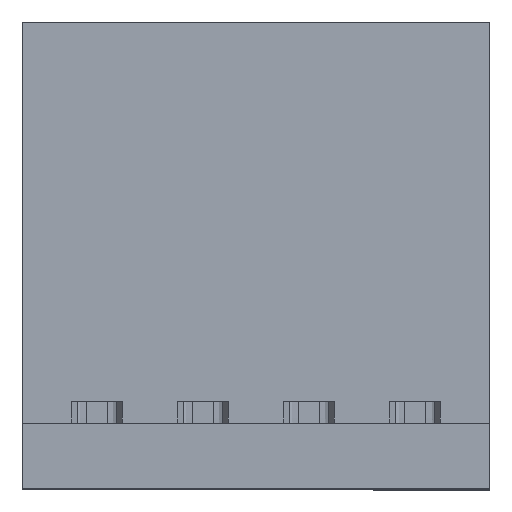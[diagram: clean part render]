
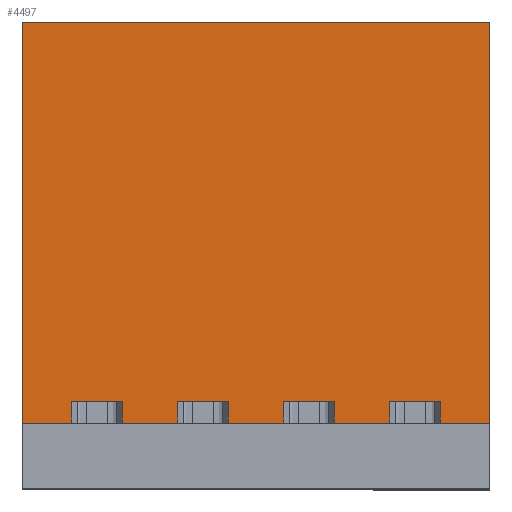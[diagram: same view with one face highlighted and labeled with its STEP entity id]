
A CAD part, top view. The second image highlights one B-rep face of the part: STEP entity #4497.
In plain terms, the highlighted planar face has unit normal (0, 0, 1).
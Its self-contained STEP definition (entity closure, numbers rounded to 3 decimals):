
#4348=AXIS2_PLACEMENT_3D('Plane Axis2P3D',#4345,#4346,#4347) ;
#2625=CARTESIAN_POINT('Vertex',(4.69,3.1,31.08)) ;
#2628=CARTESIAN_POINT('Line Origine',(4.69,3.615,31.08)) ;
#2632=CARTESIAN_POINT('Vertex',(4.69,4.13,31.08)) ;
#2686=CARTESIAN_POINT('Vertex',(2.31,3.1,31.08)) ;
#2701=CARTESIAN_POINT('Line Origine',(2.31,3.615,31.08)) ;
#2705=CARTESIAN_POINT('Vertex',(2.31,4.13,31.08)) ;
#3426=CARTESIAN_POINT('Line Origine',(3.5,4.13,31.08)) ;
#3554=CARTESIAN_POINT('Vertex',(0.,3.1,31.08)) ;
#3557=CARTESIAN_POINT('Line Origine',(0.,11.,31.08)) ;
#3561=CARTESIAN_POINT('Vertex',(0.,22.,31.08)) ;
#4308=CARTESIAN_POINT('Vertex',(22.,22.,31.08)) ;
#4311=CARTESIAN_POINT('Line Origine',(11.,22.,31.08)) ;
#4345=CARTESIAN_POINT('Axis2P3D Location',(-5.12,3.1,31.08)) ;
#4350=CARTESIAN_POINT('Line Origine',(1.155,3.1,31.08)) ;
#4355=CARTESIAN_POINT('Line Origine',(5.345,3.1,31.08)) ;
#4359=CARTESIAN_POINT('Vertex',(6.,3.1,31.08)) ;
#4362=CARTESIAN_POINT('Line Origine',(6.655,3.1,31.08)) ;
#4366=CARTESIAN_POINT('Vertex',(7.31,3.1,31.08)) ;
#4369=CARTESIAN_POINT('Line Origine',(7.31,3.615,31.08)) ;
#4373=CARTESIAN_POINT('Vertex',(7.31,4.13,31.08)) ;
#4376=CARTESIAN_POINT('Line Origine',(8.5,4.13,31.08)) ;
#4380=CARTESIAN_POINT('Vertex',(9.69,4.13,31.08)) ;
#4383=CARTESIAN_POINT('Line Origine',(9.69,3.615,31.08)) ;
#4387=CARTESIAN_POINT('Vertex',(9.69,3.1,31.08)) ;
#4390=CARTESIAN_POINT('Line Origine',(10.345,3.1,31.08)) ;
#4394=CARTESIAN_POINT('Vertex',(11.,3.1,31.08)) ;
#4397=CARTESIAN_POINT('Line Origine',(11.655,3.1,31.08)) ;
#4401=CARTESIAN_POINT('Vertex',(12.31,3.1,31.08)) ;
#4404=CARTESIAN_POINT('Line Origine',(12.31,3.615,31.08)) ;
#4408=CARTESIAN_POINT('Vertex',(12.31,4.13,31.08)) ;
#4411=CARTESIAN_POINT('Line Origine',(13.5,4.13,31.08)) ;
#4415=CARTESIAN_POINT('Vertex',(14.69,4.13,31.08)) ;
#4418=CARTESIAN_POINT('Line Origine',(14.69,3.615,31.08)) ;
#4422=CARTESIAN_POINT('Vertex',(14.69,3.1,31.08)) ;
#4425=CARTESIAN_POINT('Line Origine',(15.345,3.1,31.08)) ;
#4429=CARTESIAN_POINT('Vertex',(16.,3.1,31.08)) ;
#4432=CARTESIAN_POINT('Line Origine',(16.655,3.1,31.08)) ;
#4436=CARTESIAN_POINT('Vertex',(17.31,3.1,31.08)) ;
#4439=CARTESIAN_POINT('Line Origine',(17.31,3.615,31.08)) ;
#4443=CARTESIAN_POINT('Vertex',(17.31,4.13,31.08)) ;
#4446=CARTESIAN_POINT('Line Origine',(18.5,4.13,31.08)) ;
#4450=CARTESIAN_POINT('Vertex',(19.69,4.13,31.08)) ;
#4453=CARTESIAN_POINT('Line Origine',(19.69,3.615,31.08)) ;
#4457=CARTESIAN_POINT('Vertex',(19.69,3.1,31.08)) ;
#4460=CARTESIAN_POINT('Line Origine',(20.845,3.1,31.08)) ;
#4464=CARTESIAN_POINT('Vertex',(22.,3.1,31.08)) ;
#4467=CARTESIAN_POINT('Line Origine',(22.,12.55,31.08)) ;
#2629=DIRECTION('Vector Direction',(0.,1.,0.)) ;
#2702=DIRECTION('Vector Direction',(0.,1.,0.)) ;
#3427=DIRECTION('Vector Direction',(-1.,0.,0.)) ;
#3558=DIRECTION('Vector Direction',(0.,-1.,0.)) ;
#4312=DIRECTION('Vector Direction',(1.,0.,0.)) ;
#4346=DIRECTION('Axis2P3D Direction',(0.,0.,-1.)) ;
#4347=DIRECTION('Axis2P3D XDirection',(0.,1.,0.)) ;
#4351=DIRECTION('Vector Direction',(1.,0.,0.)) ;
#4356=DIRECTION('Vector Direction',(1.,0.,0.)) ;
#4363=DIRECTION('Vector Direction',(1.,0.,0.)) ;
#4370=DIRECTION('Vector Direction',(0.,1.,0.)) ;
#4377=DIRECTION('Vector Direction',(-1.,0.,0.)) ;
#4384=DIRECTION('Vector Direction',(0.,1.,0.)) ;
#4391=DIRECTION('Vector Direction',(1.,0.,0.)) ;
#4398=DIRECTION('Vector Direction',(1.,0.,0.)) ;
#4405=DIRECTION('Vector Direction',(0.,1.,0.)) ;
#4412=DIRECTION('Vector Direction',(-1.,0.,0.)) ;
#4419=DIRECTION('Vector Direction',(0.,1.,0.)) ;
#4426=DIRECTION('Vector Direction',(1.,0.,0.)) ;
#4433=DIRECTION('Vector Direction',(1.,0.,0.)) ;
#4440=DIRECTION('Vector Direction',(0.,1.,0.)) ;
#4447=DIRECTION('Vector Direction',(-1.,0.,0.)) ;
#4454=DIRECTION('Vector Direction',(0.,1.,0.)) ;
#4461=DIRECTION('Vector Direction',(1.,0.,0.)) ;
#4468=DIRECTION('Vector Direction',(0.,1.,0.)) ;
#2630=VECTOR('Line Direction',#2629,1.) ;
#2703=VECTOR('Line Direction',#2702,1.) ;
#3428=VECTOR('Line Direction',#3427,1.) ;
#3559=VECTOR('Line Direction',#3558,1.) ;
#4313=VECTOR('Line Direction',#4312,1.) ;
#4352=VECTOR('Line Direction',#4351,1.) ;
#4357=VECTOR('Line Direction',#4356,1.) ;
#4364=VECTOR('Line Direction',#4363,1.) ;
#4371=VECTOR('Line Direction',#4370,1.) ;
#4378=VECTOR('Line Direction',#4377,1.) ;
#4385=VECTOR('Line Direction',#4384,1.) ;
#4392=VECTOR('Line Direction',#4391,1.) ;
#4399=VECTOR('Line Direction',#4398,1.) ;
#4406=VECTOR('Line Direction',#4405,1.) ;
#4413=VECTOR('Line Direction',#4412,1.) ;
#4420=VECTOR('Line Direction',#4419,1.) ;
#4427=VECTOR('Line Direction',#4426,1.) ;
#4434=VECTOR('Line Direction',#4433,1.) ;
#4441=VECTOR('Line Direction',#4440,1.) ;
#4448=VECTOR('Line Direction',#4447,1.) ;
#4455=VECTOR('Line Direction',#4454,1.) ;
#4462=VECTOR('Line Direction',#4461,1.) ;
#4469=VECTOR('Line Direction',#4468,1.) ;
#4473=ORIENTED_EDGE('',*,*,#3563,.F.) ;
#4474=ORIENTED_EDGE('',*,*,#4354,.T.) ;
#4475=ORIENTED_EDGE('',*,*,#2707,.T.) ;
#4476=ORIENTED_EDGE('',*,*,#3430,.F.) ;
#4477=ORIENTED_EDGE('',*,*,#2634,.F.) ;
#4478=ORIENTED_EDGE('',*,*,#4361,.T.) ;
#4479=ORIENTED_EDGE('',*,*,#4368,.T.) ;
#4480=ORIENTED_EDGE('',*,*,#4375,.T.) ;
#4481=ORIENTED_EDGE('',*,*,#4382,.F.) ;
#4482=ORIENTED_EDGE('',*,*,#4389,.F.) ;
#4483=ORIENTED_EDGE('',*,*,#4396,.T.) ;
#4484=ORIENTED_EDGE('',*,*,#4403,.T.) ;
#4485=ORIENTED_EDGE('',*,*,#4410,.T.) ;
#4486=ORIENTED_EDGE('',*,*,#4417,.F.) ;
#4487=ORIENTED_EDGE('',*,*,#4424,.F.) ;
#4488=ORIENTED_EDGE('',*,*,#4431,.T.) ;
#4489=ORIENTED_EDGE('',*,*,#4438,.T.) ;
#4490=ORIENTED_EDGE('',*,*,#4445,.T.) ;
#4491=ORIENTED_EDGE('',*,*,#4452,.F.) ;
#4492=ORIENTED_EDGE('',*,*,#4459,.F.) ;
#4493=ORIENTED_EDGE('',*,*,#4466,.T.) ;
#4494=ORIENTED_EDGE('',*,*,#4471,.T.) ;
#4495=ORIENTED_EDGE('',*,*,#4315,.F.) ;
#4497=ADVANCED_FACE('Model',(#4496),#4349,.F.) ;
#2634=EDGE_CURVE('',#2626,#2633,#2631,.T.) ;
#2707=EDGE_CURVE('',#2687,#2706,#2704,.T.) ;
#3430=EDGE_CURVE('',#2633,#2706,#3429,.T.) ;
#3563=EDGE_CURVE('',#3555,#3562,#3560,.F.) ;
#4315=EDGE_CURVE('',#3562,#4309,#4314,.T.) ;
#4354=EDGE_CURVE('',#3555,#2687,#4353,.T.) ;
#4361=EDGE_CURVE('',#2626,#4360,#4358,.T.) ;
#4368=EDGE_CURVE('',#4360,#4367,#4365,.T.) ;
#4375=EDGE_CURVE('',#4367,#4374,#4372,.T.) ;
#4382=EDGE_CURVE('',#4381,#4374,#4379,.T.) ;
#4389=EDGE_CURVE('',#4388,#4381,#4386,.T.) ;
#4396=EDGE_CURVE('',#4388,#4395,#4393,.T.) ;
#4403=EDGE_CURVE('',#4395,#4402,#4400,.T.) ;
#4410=EDGE_CURVE('',#4402,#4409,#4407,.T.) ;
#4417=EDGE_CURVE('',#4416,#4409,#4414,.T.) ;
#4424=EDGE_CURVE('',#4423,#4416,#4421,.T.) ;
#4431=EDGE_CURVE('',#4423,#4430,#4428,.T.) ;
#4438=EDGE_CURVE('',#4430,#4437,#4435,.T.) ;
#4445=EDGE_CURVE('',#4437,#4444,#4442,.T.) ;
#4452=EDGE_CURVE('',#4451,#4444,#4449,.T.) ;
#4459=EDGE_CURVE('',#4458,#4451,#4456,.T.) ;
#4466=EDGE_CURVE('',#4458,#4465,#4463,.T.) ;
#4471=EDGE_CURVE('',#4465,#4309,#4470,.T.) ;
#4472=EDGE_LOOP('',(#4473,#4474,#4475,#4476,#4477,#4478,#4479,#4480,#4481,#4482,#4483,#4484,#4485,#4486,#4487,#4488,#4489,#4490,#4491,#4492,#4493,#4494,#4495)) ;
#4496=FACE_OUTER_BOUND('',#4472,.T.) ;
#2631=LINE('Line',#2628,#2630) ;
#2704=LINE('Line',#2701,#2703) ;
#3429=LINE('Line',#3426,#3428) ;
#3560=LINE('Line',#3557,#3559) ;
#4314=LINE('Line',#4311,#4313) ;
#4353=LINE('Line',#4350,#4352) ;
#4358=LINE('Line',#4355,#4357) ;
#4365=LINE('Line',#4362,#4364) ;
#4372=LINE('Line',#4369,#4371) ;
#4379=LINE('Line',#4376,#4378) ;
#4386=LINE('Line',#4383,#4385) ;
#4393=LINE('Line',#4390,#4392) ;
#4400=LINE('Line',#4397,#4399) ;
#4407=LINE('Line',#4404,#4406) ;
#4414=LINE('Line',#4411,#4413) ;
#4421=LINE('Line',#4418,#4420) ;
#4428=LINE('Line',#4425,#4427) ;
#4435=LINE('Line',#4432,#4434) ;
#4442=LINE('Line',#4439,#4441) ;
#4449=LINE('Line',#4446,#4448) ;
#4456=LINE('Line',#4453,#4455) ;
#4463=LINE('Line',#4460,#4462) ;
#4470=LINE('Line',#4467,#4469) ;
#4349=PLANE('',#4348) ;
#2626=VERTEX_POINT('',#2625) ;
#2633=VERTEX_POINT('',#2632) ;
#2687=VERTEX_POINT('',#2686) ;
#2706=VERTEX_POINT('',#2705) ;
#3555=VERTEX_POINT('',#3554) ;
#3562=VERTEX_POINT('',#3561) ;
#4309=VERTEX_POINT('',#4308) ;
#4360=VERTEX_POINT('',#4359) ;
#4367=VERTEX_POINT('',#4366) ;
#4374=VERTEX_POINT('',#4373) ;
#4381=VERTEX_POINT('',#4380) ;
#4388=VERTEX_POINT('',#4387) ;
#4395=VERTEX_POINT('',#4394) ;
#4402=VERTEX_POINT('',#4401) ;
#4409=VERTEX_POINT('',#4408) ;
#4416=VERTEX_POINT('',#4415) ;
#4423=VERTEX_POINT('',#4422) ;
#4430=VERTEX_POINT('',#4429) ;
#4437=VERTEX_POINT('',#4436) ;
#4444=VERTEX_POINT('',#4443) ;
#4451=VERTEX_POINT('',#4450) ;
#4458=VERTEX_POINT('',#4457) ;
#4465=VERTEX_POINT('',#4464) ;
